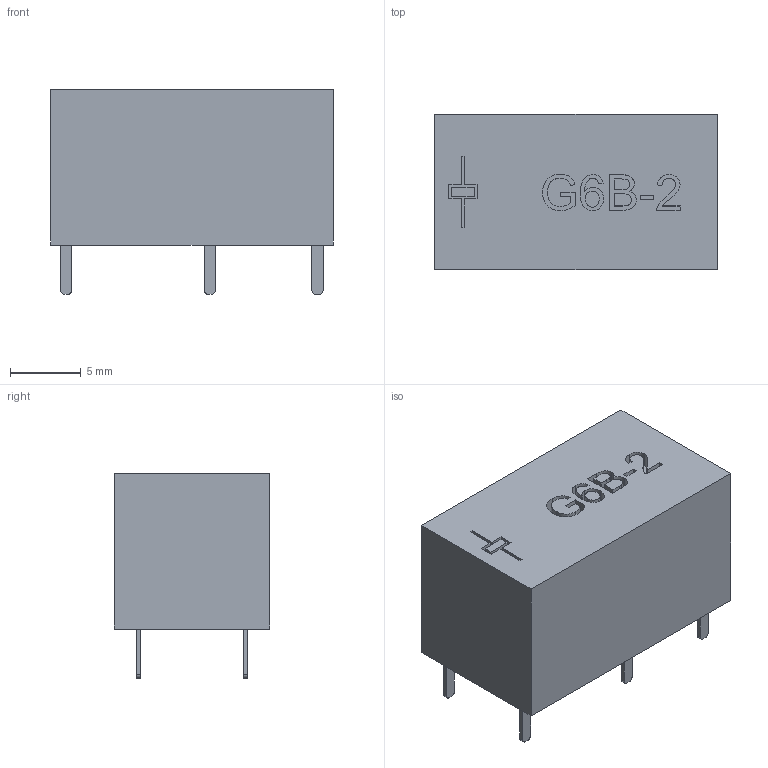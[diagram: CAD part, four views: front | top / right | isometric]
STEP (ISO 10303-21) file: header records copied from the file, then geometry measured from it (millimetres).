
FILE_DESCRIPTION(/* description */ (''),/* implementation_level */ '2;1');
FILE_NAME(/* name */ 'G6B-2.stp',/* time_stamp */ '2016-06-06T22:18:53-07:00',/* author */ ('victormp'),/* organization */ (''),/* preprocessor_version */ 'ST-DEVELOPER v16.5');
FILE_SCHEMA (('AUTOMOTIVE_DESIGN { 1 0 10303 214 3 1 1 }'));
Length unit declared in the file: millimetre
Products named in the file (1): G6B-2
Bounding box: 20 x 11 x 14.5 mm (x, y, z)
Volume: 2414.5 mm3; surface area: 1244.1 mm2
Topology: 1 solids, 1 shells, 141 faces, 369 edges, 246 vertices
Faces by surface type: plane 86, bspline 43, cylinder 12
Entity records: 4752 total; most frequent: CARTESIAN_POINT 1483, ORIENTED_EDGE 738, DIRECTION 505, EDGE_CURVE 369, LINE 259, VECTOR 259, VERTEX_POINT 246, EDGE_LOOP 157
